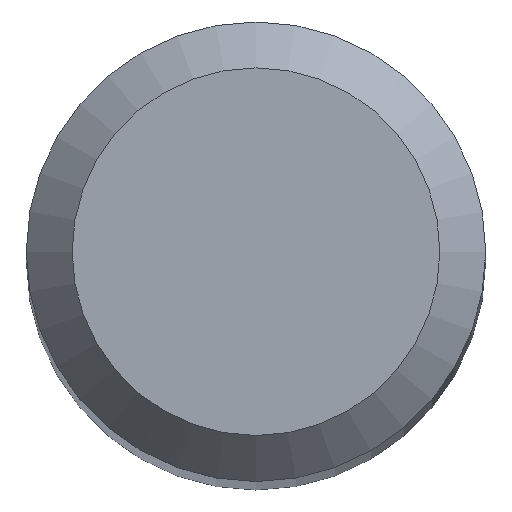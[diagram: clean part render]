
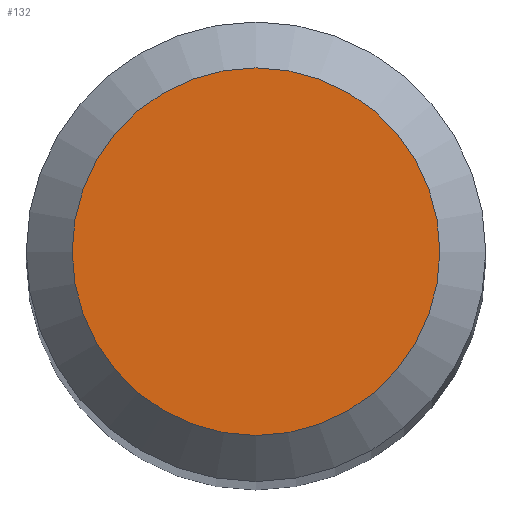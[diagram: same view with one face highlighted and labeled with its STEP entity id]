
A CAD part, top view. The second image highlights one B-rep face of the part: STEP entity #132.
In plain terms, the highlighted planar face has unit normal (0, 0, 1).
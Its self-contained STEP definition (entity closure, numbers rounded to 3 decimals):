
#17 = ORIENTED_EDGE ( 'NONE', *, *, #74, .F. ) ;
#23 = DIRECTION ( 'NONE',  ( 0., 1., 0. ) ) ;
#74 = EDGE_CURVE ( 'NONE', #113, #113, #94, .T. ) ;
#81 = EDGE_LOOP ( 'NONE', ( #17 ) ) ;
#82 = DIRECTION ( 'NONE',  ( 0., 0., -1. ) ) ;
#94 = CIRCLE ( 'NONE', #231, 1.2 ) ;
#113 = VERTEX_POINT ( 'NONE', #208 ) ;
#124 = CARTESIAN_POINT ( 'NONE',  ( 0., 0., 38. ) ) ;
#126 = CARTESIAN_POINT ( 'NONE',  ( 0., 0., 38. ) ) ;
#132 = ADVANCED_FACE ( 'NONE', ( #239 ), #221, .F. ) ;
#145 = DIRECTION ( 'NONE',  ( 0., 0., -1. ) ) ;
#181 = DIRECTION ( 'NONE',  ( 0., 1., 0. ) ) ;
#191 = AXIS2_PLACEMENT_3D ( 'NONE', #126, #145, #23 ) ;
#208 = CARTESIAN_POINT ( 'NONE',  ( 0., 1.2, 38. ) ) ;
#221 = PLANE ( 'NONE',  #191 ) ;
#231 = AXIS2_PLACEMENT_3D ( 'NONE', #124, #82, #181 ) ;
#239 = FACE_OUTER_BOUND ( 'NONE', #81, .T. ) ;
